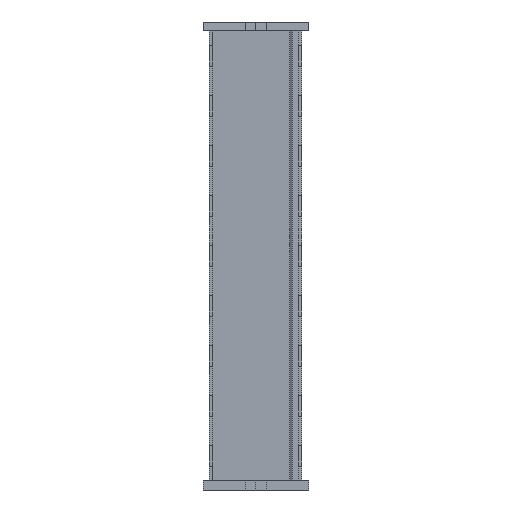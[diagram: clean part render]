
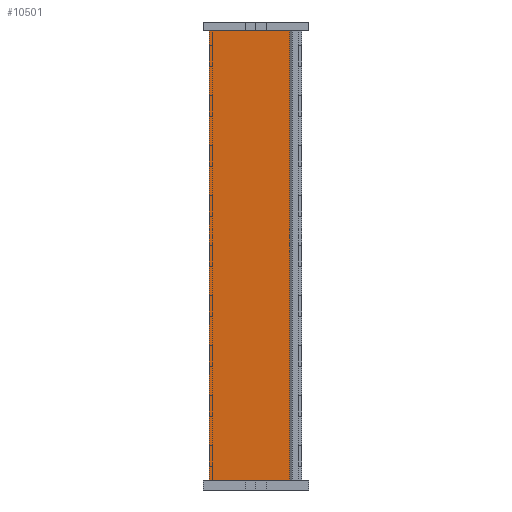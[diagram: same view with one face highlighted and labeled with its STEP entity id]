
A CAD part, left-side view. The second image highlights one B-rep face of the part: STEP entity #10501.
In plain terms, the highlighted planar face has unit normal (-0.999, 0.052, 0).
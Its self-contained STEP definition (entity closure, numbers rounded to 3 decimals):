
#60 = CARTESIAN_POINT ( 'NONE',  ( -1.255, -29.8, 0. ) ) ;
#249 = ORIENTED_EDGE ( 'NONE', *, *, #1214, .F. ) ;
#611 = ORIENTED_EDGE ( 'NONE', *, *, #7225, .F. ) ;
#644 = PLANE ( 'NONE',  #3956 ) ;
#674 = CARTESIAN_POINT ( 'NONE',  ( 0.306, 0., -150. ) ) ;
#1213 = ORIENTED_EDGE ( 'NONE', *, *, #10167, .T. ) ;
#1214 = EDGE_CURVE ( 'NONE', #5250, #11040, #9432, .T. ) ;
#1451 = CARTESIAN_POINT ( 'NONE',  ( 0.306, 0., 0. ) ) ;
#1656 = DIRECTION ( 'NONE',  ( 0., 0., -1. ) ) ;
#1732 = DIRECTION ( 'NONE',  ( 0.052, 0.999, 0. ) ) ;
#2001 = EDGE_CURVE ( 'NONE', #9520, #6230, #12358, .T. ) ;
#2259 = ORIENTED_EDGE ( 'NONE', *, *, #8252, .T. ) ;
#2700 = CARTESIAN_POINT ( 'NONE',  ( 0.306, 0., -150. ) ) ;
#2739 = CARTESIAN_POINT ( 'NONE',  ( 0.207, -1.895, 0. ) ) ;
#2967 = LINE ( 'NONE', #674, #3305 ) ;
#3001 = EDGE_CURVE ( 'NONE', #5269, #7809, #2967, .T. ) ;
#3253 = VECTOR ( 'NONE', #3697, 1000. ) ;
#3305 = VECTOR ( 'NONE', #12818, 1000. ) ;
#3697 = DIRECTION ( 'NONE',  ( -0.052, -0.999, 0. ) ) ;
#3764 = LINE ( 'NONE', #2700, #11931 ) ;
#3893 = CARTESIAN_POINT ( 'NONE',  ( 0.306, 0., -150. ) ) ;
#3956 = AXIS2_PLACEMENT_3D ( 'NONE', #3893, #8361, #1732 ) ;
#4775 = DIRECTION ( 'NONE',  ( -0.052, -0.999, 0. ) ) ;
#4829 = EDGE_CURVE ( 'NONE', #7809, #11596, #7445, .T. ) ;
#5250 = VERTEX_POINT ( 'NONE', #60 ) ;
#5269 = VERTEX_POINT ( 'NONE', #11136 ) ;
#5300 = CARTESIAN_POINT ( 'NONE',  ( -1.206, -28.852, -150. ) ) ;
#6059 = CARTESIAN_POINT ( 'NONE',  ( -1.255, -29.8, -150. ) ) ;
#6219 = EDGE_CURVE ( 'NONE', #11317, #5269, #3764, .T. ) ;
#6230 = VERTEX_POINT ( 'NONE', #2739 ) ;
#6235 = LINE ( 'NONE', #11463, #3253 ) ;
#6597 = DIRECTION ( 'NONE',  ( 0.052, 0.999, 0. ) ) ;
#6830 = VECTOR ( 'NONE', #1656, 1000. ) ;
#7225 = EDGE_CURVE ( 'NONE', #9520, #5250, #10594, .T. ) ;
#7445 = LINE ( 'NONE', #11246, #13015 ) ;
#7532 = VECTOR ( 'NONE', #6597, 1000. ) ;
#7688 = ORIENTED_EDGE ( 'NONE', *, *, #2001, .T. ) ;
#7809 = VERTEX_POINT ( 'NONE', #13565 ) ;
#8202 = ORIENTED_EDGE ( 'NONE', *, *, #6219, .F. ) ;
#8252 = EDGE_CURVE ( 'NONE', #11317, #11040, #6235, .T. ) ;
#8278 = DIRECTION ( 'NONE',  ( 0.052, 0.999, 0. ) ) ;
#8361 = DIRECTION ( 'NONE',  ( 0.999, -0.052, 0. ) ) ;
#9060 = DIRECTION ( 'NONE',  ( 0., 0., 1. ) ) ;
#9404 = VECTOR ( 'NONE', #11419, 1000. ) ;
#9432 = LINE ( 'NONE', #6059, #6830 ) ;
#9520 = VERTEX_POINT ( 'NONE', #14093 ) ;
#10167 = EDGE_CURVE ( 'NONE', #6230, #11596, #10500, .T. ) ;
#10343 = CARTESIAN_POINT ( 'NONE',  ( -1.255, -29.8, -150. ) ) ;
#10500 = LINE ( 'NONE', #11031, #7532 ) ;
#10501 = ADVANCED_FACE ( 'NONE', ( #13247 ), #644, .F. ) ;
#10594 = LINE ( 'NONE', #11415, #13528 ) ;
#11031 = CARTESIAN_POINT ( 'NONE',  ( 0.312, 0.099, 0. ) ) ;
#11040 = VERTEX_POINT ( 'NONE', #10343 ) ;
#11136 = CARTESIAN_POINT ( 'NONE',  ( 0.207, -1.895, -150. ) ) ;
#11246 = CARTESIAN_POINT ( 'NONE',  ( 0.306, 0., -150. ) ) ;
#11317 = VERTEX_POINT ( 'NONE', #5300 ) ;
#11415 = CARTESIAN_POINT ( 'NONE',  ( 0.306, 0., 0. ) ) ;
#11419 = DIRECTION ( 'NONE',  ( 0.052, 0.999, 0. ) ) ;
#11463 = CARTESIAN_POINT ( 'NONE',  ( -1.258, -29.85, -150. ) ) ;
#11596 = VERTEX_POINT ( 'NONE', #12530 ) ;
#11931 = VECTOR ( 'NONE', #8278, 1000. ) ;
#11962 = ORIENTED_EDGE ( 'NONE', *, *, #4829, .F. ) ;
#12358 = LINE ( 'NONE', #1451, #9404 ) ;
#12474 = ORIENTED_EDGE ( 'NONE', *, *, #3001, .F. ) ;
#12530 = CARTESIAN_POINT ( 'NONE',  ( 0.306, 0., 0. ) ) ;
#12818 = DIRECTION ( 'NONE',  ( 0.052, 0.999, 0. ) ) ;
#13005 = EDGE_LOOP ( 'NONE', ( #7688, #1213, #11962, #12474, #8202, #2259, #249, #611 ) ) ;
#13015 = VECTOR ( 'NONE', #9060, 1000. ) ;
#13247 = FACE_OUTER_BOUND ( 'NONE', #13005, .T. ) ;
#13528 = VECTOR ( 'NONE', #4775, 1000. ) ;
#13565 = CARTESIAN_POINT ( 'NONE',  ( 0.306, 0., -150. ) ) ;
#14093 = CARTESIAN_POINT ( 'NONE',  ( -1.206, -28.852, 0. ) ) ;
